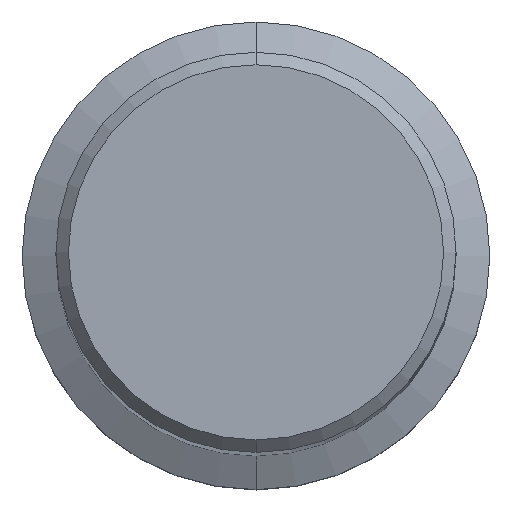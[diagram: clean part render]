
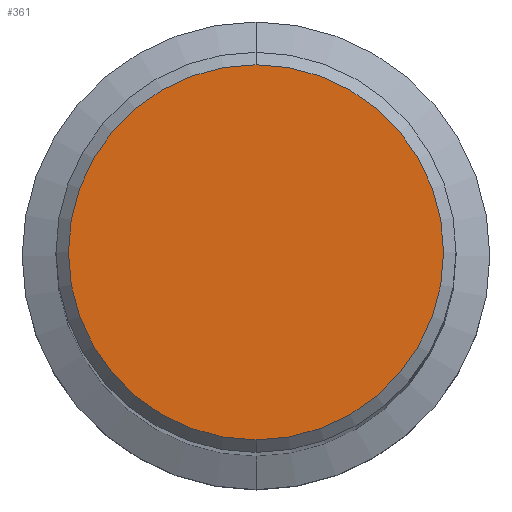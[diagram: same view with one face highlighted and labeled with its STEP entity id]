
A CAD part, top view. The second image highlights one B-rep face of the part: STEP entity #361.
In plain terms, the highlighted planar face has unit normal (0, 0, 1).
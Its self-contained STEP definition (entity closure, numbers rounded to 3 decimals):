
#225=VERTEX_POINT('',#584);
#361=ADVANCED_FACE('',(#732),#733,.T.);
#367=VERTEX_POINT('',#740);
#379=EDGE_CURVE('',#225,#367,#753,.T.);
#435=EDGE_CURVE('',#367,#225,#817,.T.);
#584=CARTESIAN_POINT('',(0.,-18.05,0.0));
#732=FACE_OUTER_BOUND('',#1247,.T.);
#733=PLANE('',#1248);
#740=CARTESIAN_POINT('',(0.0,18.05,0.0));
#753=CIRCLE('',#1321,18.05);
#817=CIRCLE('',#1467,18.05);
#1247=EDGE_LOOP('',(#1997,#1998));
#1248=AXIS2_PLACEMENT_3D('',#1999,#2000,#2001);
#1321=AXIS2_PLACEMENT_3D('',#2030,#2031,#2032);
#1467=AXIS2_PLACEMENT_3D('',#2123,#2124,#2125);
#1997=ORIENTED_EDGE('',*,*,#435,.F.);
#1998=ORIENTED_EDGE('',*,*,#379,.F.);
#1999=CARTESIAN_POINT('',(0.0,9.025,0.0));
#2000=DIRECTION('',(-0.0,0.0,1.0));
#2001=DIRECTION('',(0.0,-1.0,0.0));
#2030=CARTESIAN_POINT('',(0.0,0.0,0.0));
#2031=DIRECTION('',(0.0,0.0,-1.0));
#2032=DIRECTION('',(0.0,1.0,0.0));
#2123=CARTESIAN_POINT('',(0.0,0.0,0.0));
#2124=DIRECTION('',(0.0,0.0,-1.0));
#2125=DIRECTION('',(0.0,1.0,0.0));
